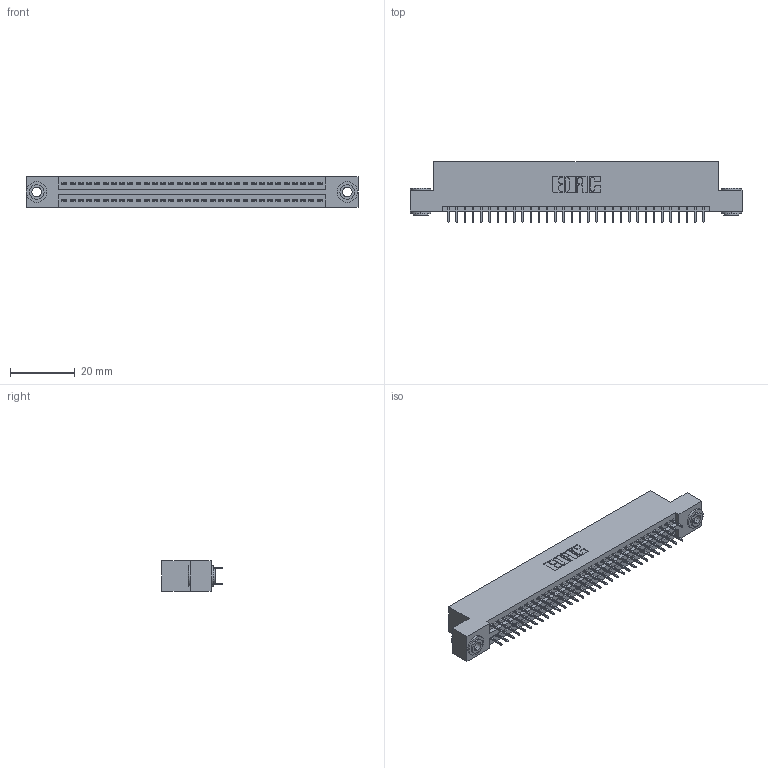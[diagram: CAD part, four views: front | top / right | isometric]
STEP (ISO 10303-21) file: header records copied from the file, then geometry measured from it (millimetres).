
FILE_DESCRIPTION (( 'STEP AP203' ), '1' );
FILE_NAME ('895-064-525-203.STEP', '2020-09-28T10:23:46', ( '' ), ( '' ), 'SwSTEP 2.0', 'SolidWorks 2020', '' );
FILE_SCHEMA (( 'CONFIG_CONTROL_DESIGN' ));
Length unit declared in the file: inch
Products named in the file (4): 845 Part_Flush Mounting Lugs - 0.156 Dia-TH; 345-292-001_345-293-125; 345-250-002_345-250-002-102; 895-064-525-203
Assembly tree (67 placements, depth 2):
  895-064-525-203
    845 Part_Flush Mounting Lugs - 0.156 Dia-TH
    345-292-001_345-293-125  x64
    345-250-002_345-250-002-102  x2
Bounding box: 102.49 x 18.72 x 9.4 mm (x, y, z)
Volume: 9777.1 mm3; surface area: 14146 mm2
Topology: 67 solids, 67 shells, 3620 faces, 10209 edges, 6546 vertices
Faces by surface type: plane 2586, cylinder 1026, cone 8
Entity records: 27178 total; most frequent: CARTESIAN_POINT 4539, ORIENTED_EDGE 4466, DIRECTION 4047, EDGE_CURVE 2233, VECTOR 1953, LINE 1953, VERTEX_POINT 1482, AXIS2_PLACEMENT_3D 1047
